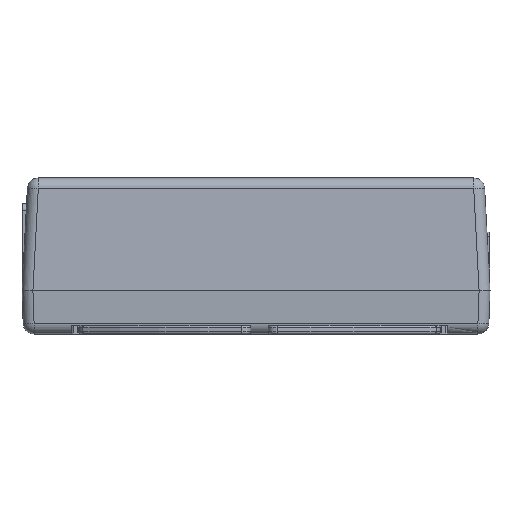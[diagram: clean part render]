
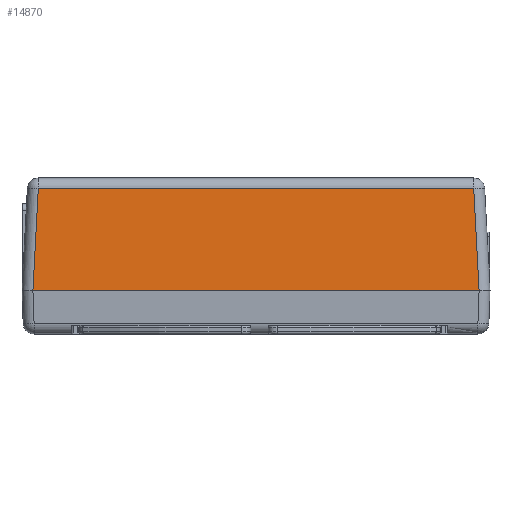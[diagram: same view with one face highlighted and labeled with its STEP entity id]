
A CAD part, front view. The second image highlights one B-rep face of the part: STEP entity #14870.
In plain terms, the highlighted planar face has unit normal (0, -0.999, 0.052).
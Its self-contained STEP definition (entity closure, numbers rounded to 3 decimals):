
#1591=DIRECTION('',(-1.,0.,0.));
#1592=VECTOR('',#1591,99.561);
#1593=CARTESIAN_POINT('',(52.981,-26.277,33.331));
#1594=LINE('',#1593,#1592);
#1599=DIRECTION('',(-1.,0.,0.));
#1600=VECTOR('',#1599,102.007);
#1601=CARTESIAN_POINT('',(54.203,-27.5,10.));
#1602=LINE('',#1601,#1600);
#1603=DIRECTION('',(0.052,0.052,0.997));
#1604=VECTOR('',#1603,23.395);
#1605=CARTESIAN_POINT('',(-47.803,-27.5,
10.));
#1606=LINE('',#1605,#1604);
#1607=DIRECTION('',(0.052,-0.052,-0.997));
#1608=VECTOR('',#1607,23.395);
#1609=CARTESIAN_POINT('',(52.981,-26.277,33.331));
#1610=LINE('',#1609,#1608);
#1659=CARTESIAN_POINT('',(-47.803,-27.5,
10.));
#11424=VERTEX_POINT('',#1659);
#11425=CARTESIAN_POINT('',(54.203,-27.5,
10.));
#11426=VERTEX_POINT('',#11425);
#11490=CARTESIAN_POINT('',(-46.581,-26.277,
33.331));
#11491=VERTEX_POINT('',#11490);
#11492=CARTESIAN_POINT('',(52.981,-26.277,
33.331));
#11493=VERTEX_POINT('',#11492);
#14856=CARTESIAN_POINT('',(-50.3,-27.5,10.));
#14857=DIRECTION('',(0.,-0.999,0.052));
#14858=DIRECTION('',(1.,0.,0.));
#14859=AXIS2_PLACEMENT_3D('',#14856,#14857,#14858);
#14860=PLANE('',#14859);
#14862=ORIENTED_EDGE('',*,*,#14861,.T.);
#14864=ORIENTED_EDGE('',*,*,#14863,.T.);
#14865=ORIENTED_EDGE('',*,*,#14847,.F.);
#14867=ORIENTED_EDGE('',*,*,#14866,.T.);
#14868=EDGE_LOOP('',(#14862,#14864,#14865,#14867));
#14869=FACE_OUTER_BOUND('',#14868,.F.);
#14870=ADVANCED_FACE('',(#14869),#14860,.T.);
#14847=EDGE_CURVE('',#11493,#11491,#1594,.T.);
#14861=EDGE_CURVE('',#11426,#11424,#1602,.T.);
#14863=EDGE_CURVE('',#11424,#11491,#1606,.T.);
#14866=EDGE_CURVE('',#11493,#11426,#1610,.T.);
